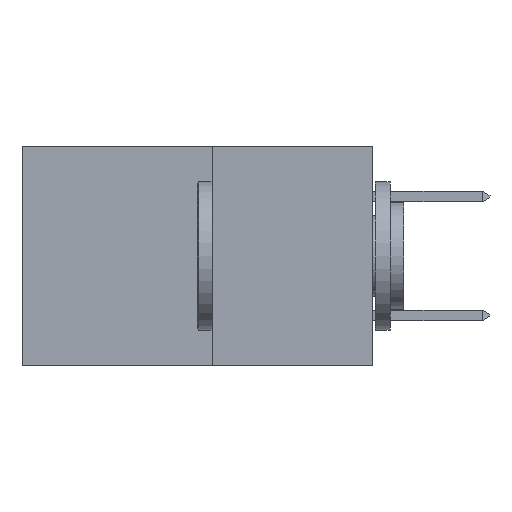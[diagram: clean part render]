
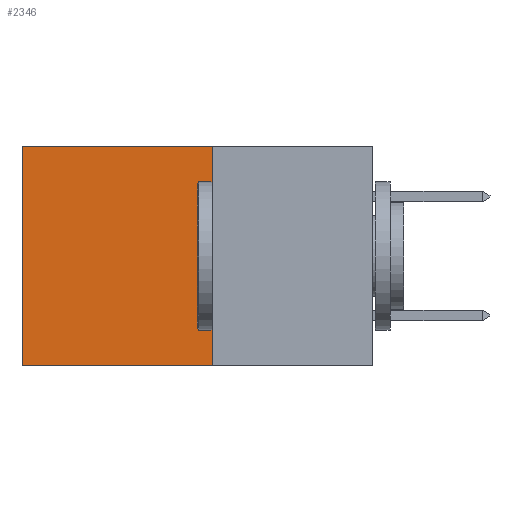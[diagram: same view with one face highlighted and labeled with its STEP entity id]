
A CAD part, left-side view. The second image highlights one B-rep face of the part: STEP entity #2346.
In plain terms, the highlighted planar face has unit normal (-1, 0, 0).
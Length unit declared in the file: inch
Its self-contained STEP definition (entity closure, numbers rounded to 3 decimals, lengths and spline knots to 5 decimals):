
#98 = DIRECTION ( 'NONE',  ( 0., 0., -1. ) ) ;
#102 = VERTEX_POINT ( 'NONE', #11126 ) ;
#166 = CARTESIAN_POINT ( 'NONE',  ( 0.277, 0.59, -0.37 ) ) ;
#219 = ORIENTED_EDGE ( 'NONE', *, *, #6808, .T. ) ;
#358 = CARTESIAN_POINT ( 'NONE',  ( 0.277, 0.59, -0.37 ) ) ;
#566 = ORIENTED_EDGE ( 'NONE', *, *, #897, .F. ) ;
#622 = VECTOR ( 'NONE', #623, 39.37008 ) ;
#623 = DIRECTION ( 'NONE',  ( 0., 0., -1. ) ) ;
#638 = ORIENTED_EDGE ( 'NONE', *, *, #10606, .F. ) ;
#811 = ORIENTED_EDGE ( 'NONE', *, *, #1315, .T. ) ;
#897 = EDGE_CURVE ( 'NONE', #3917, #11239, #10367, .T. ) ;
#971 = LINE ( 'NONE', #9259, #622 ) ;
#1217 = VECTOR ( 'NONE', #10287, 39.37008 ) ;
#1315 = EDGE_CURVE ( 'NONE', #11603, #102, #3832, .T. ) ;
#2038 = PLANE ( 'NONE',  #2395 ) ;
#2143 = CARTESIAN_POINT ( 'NONE',  ( 0.277, 0.27, -0.37 ) ) ;
#2346 = ADVANCED_FACE ( 'NONE', ( #11957 ), #2038, .F. ) ;
#2395 = AXIS2_PLACEMENT_3D ( 'NONE', #9658, #7464, #4193 ) ;
#2832 = VECTOR ( 'NONE', #98, 39.37008 ) ;
#3548 = VECTOR ( 'NONE', #9567, 39.37008 ) ;
#3832 = LINE ( 'NONE', #6839, #3548 ) ;
#3917 = VERTEX_POINT ( 'NONE', #2143 ) ;
#4193 = DIRECTION ( 'NONE',  ( 0., 0., -1. ) ) ;
#6808 = EDGE_CURVE ( 'NONE', #102, #11239, #7818, .T. ) ;
#6839 = CARTESIAN_POINT ( 'NONE',  ( 0.277, 0.27, 0. ) ) ;
#7464 = DIRECTION ( 'NONE',  ( 1., 0., 0. ) ) ;
#7539 = EDGE_LOOP ( 'NONE', ( #219, #566, #638, #811 ) ) ;
#7818 = LINE ( 'NONE', #166, #2832 ) ;
#9259 = CARTESIAN_POINT ( 'NONE',  ( 0.277, 0.27, -0.37 ) ) ;
#9567 = DIRECTION ( 'NONE',  ( 0., 1., 0. ) ) ;
#9658 = CARTESIAN_POINT ( 'NONE',  ( 0.277, 0.27, -0.37 ) ) ;
#10287 = DIRECTION ( 'NONE',  ( 0., 1., 0. ) ) ;
#10367 = LINE ( 'NONE', #10673, #1217 ) ;
#10389 = CARTESIAN_POINT ( 'NONE',  ( 0.277, 0.27, 0. ) ) ;
#10606 = EDGE_CURVE ( 'NONE', #11603, #3917, #971, .T. ) ;
#10673 = CARTESIAN_POINT ( 'NONE',  ( 0.277, 0.27, -0.37 ) ) ;
#11126 = CARTESIAN_POINT ( 'NONE',  ( 0.277, 0.59, 0. ) ) ;
#11239 = VERTEX_POINT ( 'NONE', #358 ) ;
#11603 = VERTEX_POINT ( 'NONE', #10389 ) ;
#11957 = FACE_OUTER_BOUND ( 'NONE', #7539, .T. ) ;
